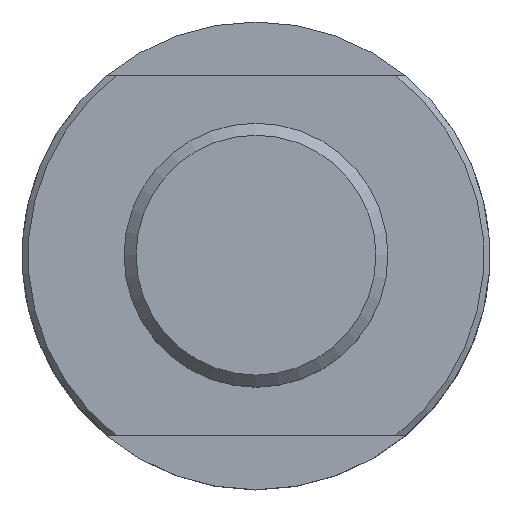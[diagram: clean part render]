
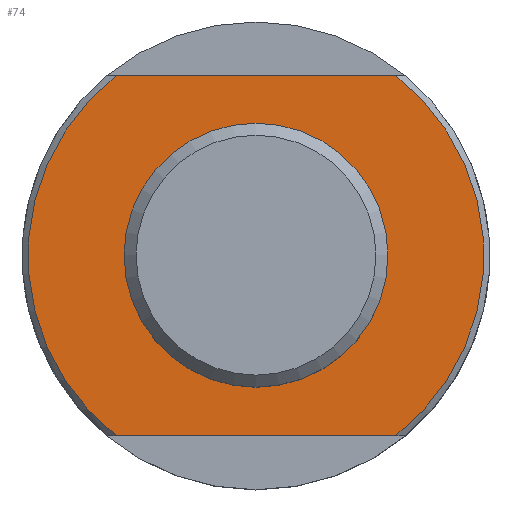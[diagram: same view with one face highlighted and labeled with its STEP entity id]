
A CAD part, top view. The second image highlights one B-rep face of the part: STEP entity #74.
In plain terms, the highlighted planar face has unit normal (0, 0, 1).
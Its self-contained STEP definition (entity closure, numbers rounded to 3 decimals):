
#37=PLANE('',#486);
#74=ADVANCED_FACE('',(#132,#133),#37,.T.);
#118=LINE('',#742,#126);
#119=LINE('',#743,#127);
#126=VECTOR('',#575,1.);
#127=VECTOR('',#576,1.);
#132=FACE_BOUND('',#188,.T.);
#133=FACE_BOUND('',#189,.T.);
#188=EDGE_LOOP('',(#263,#264,#265,#266));
#189=EDGE_LOOP('',(#267));
#263=ORIENTED_EDGE('',*,*,#390,.F.);
#264=ORIENTED_EDGE('',*,*,#387,.T.);
#265=ORIENTED_EDGE('',*,*,#391,.T.);
#266=ORIENTED_EDGE('',*,*,#385,.T.);
#267=ORIENTED_EDGE('',*,*,#392,.T.);
#345=VERTEX_POINT('',#722);
#346=VERTEX_POINT('',#724);
#347=VERTEX_POINT('',#731);
#348=VERTEX_POINT('',#732);
#349=VERTEX_POINT('',#745);
#385=EDGE_CURVE('',#346,#345,#425,.T.);
#387=EDGE_CURVE('',#347,#348,#426,.T.);
#390=EDGE_CURVE('',#347,#345,#118,.T.);
#391=EDGE_CURVE('',#348,#346,#119,.T.);
#392=EDGE_CURVE('',#349,#349,#427,.T.);
#425=CIRCLE('',#481,19.);
#426=CIRCLE('',#483,19.);
#427=CIRCLE('',#485,9.);
#481=AXIS2_PLACEMENT_3D('',#723,#567,#568);
#483=AXIS2_PLACEMENT_3D('',#730,#571,#572);
#485=AXIS2_PLACEMENT_3D('',#744,#577,#578);
#486=AXIS2_PLACEMENT_3D('',#746,#579,#580);
#567=DIRECTION('',(0.,0.,1.));
#568=DIRECTION('',(0.,-1.,0.));
#571=DIRECTION('',(0.,0.,1.));
#572=DIRECTION('',(0.,-1.,0.));
#575=DIRECTION('',(1.,0.,0.));
#576=DIRECTION('',(1.,0.,0.));
#577=DIRECTION('',(0.,0.,-1.));
#578=DIRECTION('',(0.,-1.,0.));
#579=DIRECTION('',(0.,0.,1.));
#580=DIRECTION('',(0.,-1.,0.));
#722=CARTESIAN_POINT('',(11.662,15.,33.9));
#723=CARTESIAN_POINT('',(0.,0.,33.9));
#724=CARTESIAN_POINT('',(11.662,-15.,33.9));
#730=CARTESIAN_POINT('',(0.,0.,33.9));
#731=CARTESIAN_POINT('',(-11.662,15.,33.9));
#732=CARTESIAN_POINT('',(-11.662,-15.,33.9));
#742=CARTESIAN_POINT('',(-21.45,15.,33.9));
#743=CARTESIAN_POINT('',(-21.45,-15.,33.9));
#744=CARTESIAN_POINT('',(0.,0.,33.9));
#745=CARTESIAN_POINT('',(0.,-9.,33.9));
#746=CARTESIAN_POINT('',(0.,8.,33.9));
